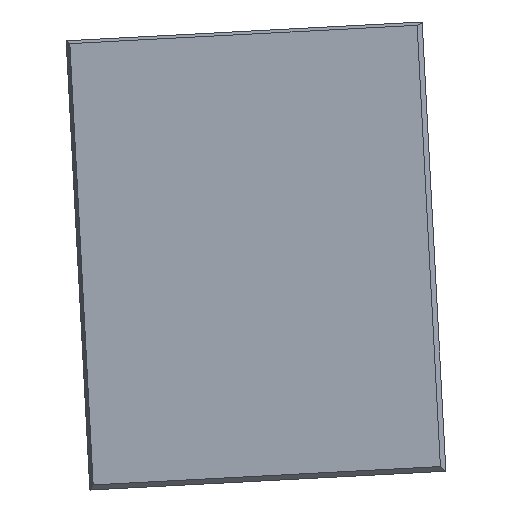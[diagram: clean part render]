
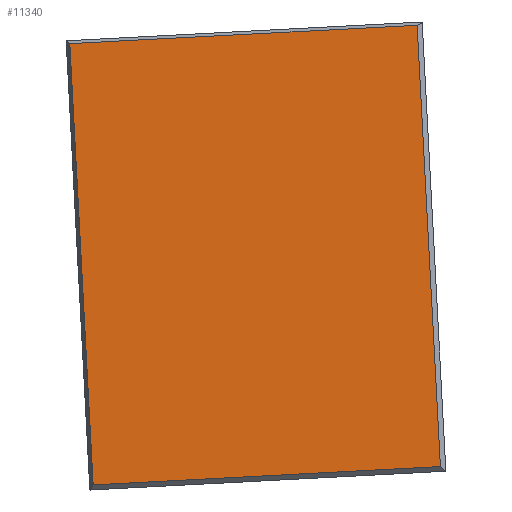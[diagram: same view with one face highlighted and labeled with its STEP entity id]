
A CAD part, left-side view. The second image highlights one B-rep face of the part: STEP entity #11340.
In plain terms, the highlighted planar face has unit normal (-1, 0, 0).
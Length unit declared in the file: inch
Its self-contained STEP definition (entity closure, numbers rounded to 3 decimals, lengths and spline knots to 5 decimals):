
#351 = VERTEX_POINT ( 'NONE', #14714 ) ;
#713 = VECTOR ( 'NONE', #15426, 39.37008 ) ;
#727 = AXIS2_PLACEMENT_3D ( 'NONE', #10029, #8777, #13818 ) ;
#750 = ORIENTED_EDGE ( 'NONE', *, *, #14875, .T. ) ;
#1415 = LINE ( 'NONE', #12947, #8484 ) ;
#1522 = VERTEX_POINT ( 'NONE', #9939 ) ;
#1647 = CARTESIAN_POINT ( 'NONE',  ( -0.75576, -0.96724, 3.01027 ) ) ;
#1949 = EDGE_CURVE ( 'NONE', #351, #13521, #1415, .T. ) ;
#2564 = DIRECTION ( 'NONE',  ( 0., 0.999, -0.053 ) ) ;
#2621 = ORIENTED_EDGE ( 'NONE', *, *, #1949, .T. ) ;
#3280 = EDGE_CURVE ( 'NONE', #8317, #351, #15734, .T. ) ;
#4106 = DIRECTION ( 'NONE',  ( 0., 0.053, 0.999 ) ) ;
#4789 = LINE ( 'NONE', #11208, #10210 ) ;
#6533 = CARTESIAN_POINT ( 'NONE',  ( -0.75576, 0.27838, 2.10032 ) ) ;
#7324 = EDGE_CURVE ( 'NONE', #1522, #8317, #4789, .T. ) ;
#7709 = PLANE ( 'NONE',  #727 ) ;
#8317 = VERTEX_POINT ( 'NONE', #10397 ) ;
#8484 = VECTOR ( 'NONE', #2564, 39.37008 ) ;
#8777 = DIRECTION ( 'NONE',  ( -1., 0., 0. ) ) ;
#8939 = FACE_OUTER_BOUND ( 'NONE', #9460, .T. ) ;
#9190 = ORIENTED_EDGE ( 'NONE', *, *, #7324, .T. ) ;
#9460 = EDGE_LOOP ( 'NONE', ( #750, #9190, #14408, #2621 ) ) ;
#9939 = CARTESIAN_POINT ( 'NONE',  ( -0.75576, 0.2797, 2.12528 ) ) ;
#10029 = CARTESIAN_POINT ( 'NONE',  ( -0.75576, -0.32463, 2.97634 ) ) ;
#10210 = VECTOR ( 'NONE', #12370, 39.37008 ) ;
#10397 = CARTESIAN_POINT ( 'NONE',  ( -0.75576, -1.01037, 2.19341 ) ) ;
#11208 = CARTESIAN_POINT ( 'NONE',  ( -0.75576, -0.36777, 2.15947 ) ) ;
#11340 = ADVANCED_FACE ( 'NONE', ( #8939 ), #7709, .T. ) ;
#11404 = LINE ( 'NONE', #6533, #713 ) ;
#12370 = DIRECTION ( 'NONE',  ( 0., -0.999, 0.053 ) ) ;
#12947 = CARTESIAN_POINT ( 'NONE',  ( -0.75576, 0.38636, 3.76333 ) ) ;
#13521 = VERTEX_POINT ( 'NONE', #15846 ) ;
#13818 = DIRECTION ( 'NONE',  ( 0., 0.053, 0.999 ) ) ;
#14408 = ORIENTED_EDGE ( 'NONE', *, *, #3280, .T. ) ;
#14714 = CARTESIAN_POINT ( 'NONE',  ( -0.75576, -0.92382, 3.83251 ) ) ;
#14875 = EDGE_CURVE ( 'NONE', #13521, #1522, #11404, .T. ) ;
#15426 = DIRECTION ( 'NONE',  ( 0., -0.053, -0.999 ) ) ;
#15734 = LINE ( 'NONE', #1647, #16148 ) ;
#15846 = CARTESIAN_POINT ( 'NONE',  ( -0.75576, 0.36626, 3.76439 ) ) ;
#16148 = VECTOR ( 'NONE', #4106, 39.37008 ) ;
